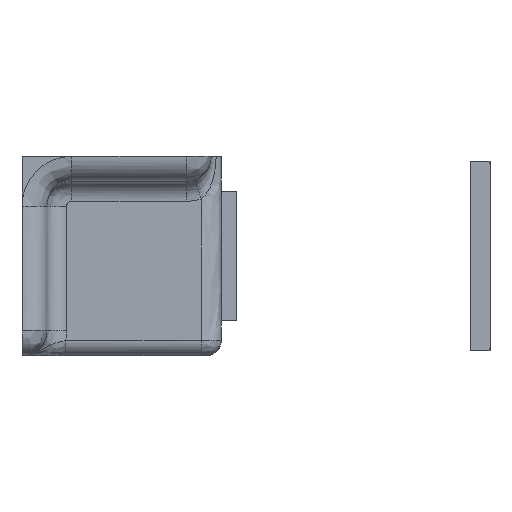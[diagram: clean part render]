
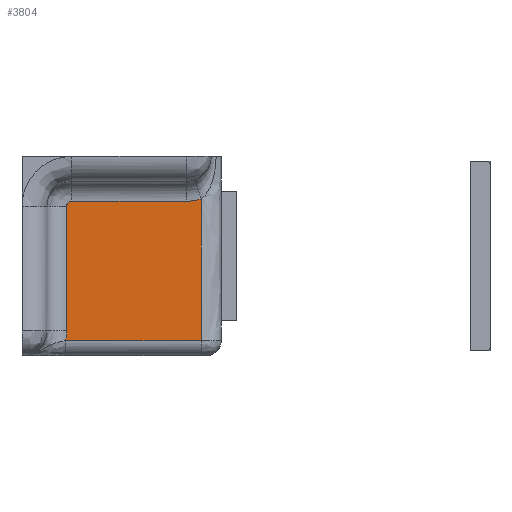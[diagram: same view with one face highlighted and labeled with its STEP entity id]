
A CAD part, left-side view. The second image highlights one B-rep face of the part: STEP entity #3804.
In plain terms, the highlighted free-form (B-spline) face has degree [1, 1] with [2, 2] control points.
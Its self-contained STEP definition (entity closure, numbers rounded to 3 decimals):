
#2495=CARTESIAN_POINT('',(-13.5,-5.0,5.5));
#2496=VERTEX_POINT('',#2495);
#2510=CARTESIAN_POINT('',(-13.5,-16.5,5.5));
#2511=VERTEX_POINT('',#2510);
#2512=CARTESIAN_POINT('',(-13.5,-16.5,5.5));
#2513=CARTESIAN_POINT('',(-13.5,-5.0,5.5));
#2514=QUASI_UNIFORM_CURVE('',1,(#2512,#2513),.UNSPECIFIED.,.F.,.U.);
#2515=EDGE_CURVE('',#2511,#2496,#2514,.T.);
#2573=CARTESIAN_POINT('',(-13.5,-4.5,5.));
#2574=VERTEX_POINT('',#2573);
#2589=CARTESIAN_POINT('',(-13.5,-5.0,5.5));
#2590=CARTESIAN_POINT('',(-13.5,-4.922,5.5));
#2591=CARTESIAN_POINT('',(-13.5,-4.816,5.475));
#2592=CARTESIAN_POINT('',(-13.5,-4.69,5.397));
#2593=CARTESIAN_POINT('',(-13.5,-4.613,5.323));
#2594=CARTESIAN_POINT('',(-13.5,-4.527,5.192));
#2595=CARTESIAN_POINT('',(-13.5,-4.5,5.078));
#2596=CARTESIAN_POINT('',(-13.5,-4.5,5.));
#2597=B_SPLINE_CURVE_WITH_KNOTS('',3,(#2589,#2590,#2591,#2592,#2593,#2594,#2595,#2596),.UNSPECIFIED.,.F.,.U.,(4,1,1,1,1,4),(0.,0.233,0.319,0.442,0.552,0.785),.UNSPECIFIED.);
#2598=EDGE_CURVE('',#2496,#2574,#2597,.T.);
#2630=CARTESIAN_POINT('',(-13.5,-4.5,-7.5));
#2631=VERTEX_POINT('',#2630);
#2632=CARTESIAN_POINT('',(-13.5,-4.5,5.));
#2633=CARTESIAN_POINT('',(-13.5,-4.5,-7.5));
#2634=QUASI_UNIFORM_CURVE('',1,(#2632,#2633),.UNSPECIFIED.,.F.,.U.);
#2635=EDGE_CURVE('',#2574,#2631,#2634,.T.);
#3764=CARTESIAN_POINT('',(-13.5,-18.68,6.47));
#3765=CARTESIAN_POINT('',(-13.5,-18.68,-9.212));
#3766=CARTESIAN_POINT('',(-13.5,-3.708,6.47));
#3767=CARTESIAN_POINT('',(-13.5,-3.708,-9.212));
#3768=B_SPLINE_SURFACE_WITH_KNOTS('',1,1,((#3764,#3766),(#3765,#3767)),.UNSPECIFIED.,.F.,.F.,.U.,(2,2),(2,2),(0.0,15.682),(0.0,14.972),.UNSPECIFIED.);
#3769=CARTESIAN_POINT('',(-13.5,-18.0,-8.5));
#3770=VERTEX_POINT('',#3769);
#3771=CARTESIAN_POINT('',(-13.5,-18.0,5.757));
#3772=VERTEX_POINT('',#3771);
#3773=CARTESIAN_POINT('',(-13.5,-18.0,-8.5));
#3774=CARTESIAN_POINT('',(-13.5,-18.0,5.757));
#3775=QUASI_UNIFORM_CURVE('',1,(#3773,#3774),.UNSPECIFIED.,.F.,.U.);
#3776=EDGE_CURVE('',#3770,#3772,#3775,.T.);
#3777=ORIENTED_EDGE('',*,*,#3776,.T.);
#3778=CARTESIAN_POINT('',(-13.5,-18.0,5.757));
#3779=CARTESIAN_POINT('',(-13.5,-17.519,5.587));
#3780=CARTESIAN_POINT('',(-13.5,-17.01,5.5));
#3781=CARTESIAN_POINT('',(-13.5,-16.5,5.5));
#3782=B_SPLINE_CURVE_WITH_KNOTS('',3,(#3778,#3779,#3780,#3781),.UNSPECIFIED.,.F.,.U.,(4,4),(0.,1.529),.UNSPECIFIED.);
#3783=EDGE_CURVE('',#3772,#2511,#3782,.T.);
#3784=ORIENTED_EDGE('',*,*,#3783,.T.);
#3785=ORIENTED_EDGE('',*,*,#2515,.T.);
#3786=ORIENTED_EDGE('',*,*,#2598,.T.);
#3787=ORIENTED_EDGE('',*,*,#2635,.T.);
#3788=CARTESIAN_POINT('',(-13.5,-4.387,-8.5));
#3789=VERTEX_POINT('',#3788);
#3790=CARTESIAN_POINT('',(-13.5,-4.5,-7.5));
#3791=CARTESIAN_POINT('',(-13.5,-4.5,-7.836));
#3792=CARTESIAN_POINT('',(-13.5,-4.462,-8.172));
#3793=CARTESIAN_POINT('',(-13.5,-4.387,-8.5));
#3794=B_SPLINE_CURVE_WITH_KNOTS('',3,(#3790,#3791,#3792,#3793),.UNSPECIFIED.,.F.,.U.,(4,4),(0.,1.008),.UNSPECIFIED.);
#3795=EDGE_CURVE('',#2631,#3789,#3794,.T.);
#3796=ORIENTED_EDGE('',*,*,#3795,.T.);
#3797=CARTESIAN_POINT('',(-13.5,-4.387,-8.5));
#3798=CARTESIAN_POINT('',(-13.5,-18.0,-8.5));
#3799=QUASI_UNIFORM_CURVE('',1,(#3797,#3798),.UNSPECIFIED.,.F.,.U.);
#3800=EDGE_CURVE('',#3789,#3770,#3799,.T.);
#3801=ORIENTED_EDGE('',*,*,#3800,.T.);
#3802=EDGE_LOOP('',(#3777,#3784,#3785,#3786,#3787,#3796,#3801));
#3803=FACE_OUTER_BOUND('',#3802,.T.);
#3804=ADVANCED_FACE('',(#3803),#3768,.F.);
